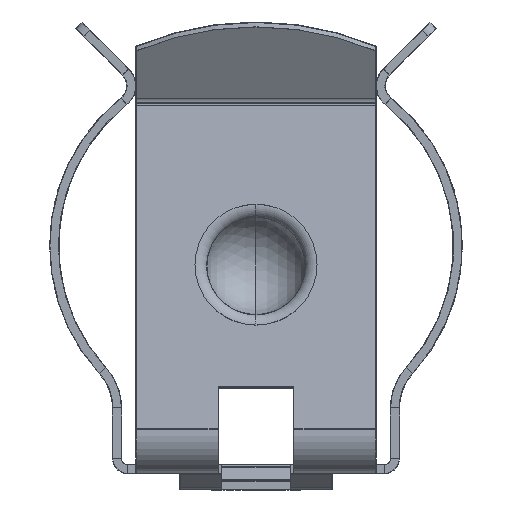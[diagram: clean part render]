
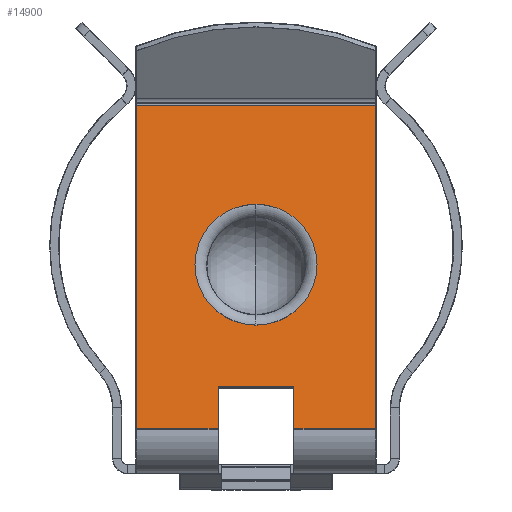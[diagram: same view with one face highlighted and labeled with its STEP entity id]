
A CAD part, front view. The second image highlights one B-rep face of the part: STEP entity #14900.
In plain terms, the highlighted planar face has unit normal (0, -0.99, 0.139).
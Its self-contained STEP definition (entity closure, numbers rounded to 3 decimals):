
#7811 = VERTEX_POINT('',#7812);
#7812 = CARTESIAN_POINT('',(0.,-26.209,
    9.516));
#7819 = EDGE_CURVE('',#7811,#7820,#7822,.T.);
#7820 = VERTEX_POINT('',#7821);
#7821 = CARTESIAN_POINT('',(0.,-26.774,
    5.492));
#7822 = CIRCLE('',#7823,2.032);
#7823 = AXIS2_PLACEMENT_3D('',#7824,#7825,#7826);
#7824 = CARTESIAN_POINT('',(0.,-26.492,
    7.504));
#7825 = DIRECTION('',(0.,-0.99,0.139)
  );
#7826 = DIRECTION('',(0.,-0.139,-0.99)
  );
#12641 = VERTEX_POINT('',#12642);
#12642 = CARTESIAN_POINT('',(1.262,-27.266,1.991));
#12671 = EDGE_CURVE('',#12641,#12672,#12674,.T.);
#12672 = VERTEX_POINT('',#12673);
#12673 = CARTESIAN_POINT('',(1.262,-27.068,3.404));
#12674 = LINE('',#12675,#12676);
#12675 = CARTESIAN_POINT('',(1.262,-27.419,0.902));
#12676 = VECTOR('',#12677,1.);
#12677 = DIRECTION('',(0.,0.139,0.99)
  );
#12696 = EDGE_CURVE('',#12697,#12672,#12699,.T.);
#12697 = VERTEX_POINT('',#12698);
#12698 = CARTESIAN_POINT('',(-1.262,-27.068,3.404));
#12699 = LINE('',#12700,#12701);
#12700 = CARTESIAN_POINT('',(0.,-27.068,
    3.404));
#12701 = VECTOR('',#12702,1.);
#12702 = DIRECTION('',(1.,0.,0.));
#12720 = EDGE_CURVE('',#12721,#12697,#12723,.T.);
#12721 = VERTEX_POINT('',#12722);
#12722 = CARTESIAN_POINT('',(-1.262,-27.266,1.991));
#12723 = LINE('',#12724,#12725);
#12724 = CARTESIAN_POINT('',(-1.262,-27.547,-0.003)
  );
#12725 = VECTOR('',#12726,1.);
#12726 = DIRECTION('',(0.,0.139,0.99)
  );
#13870 = VERTEX_POINT('',#13871);
#13871 = CARTESIAN_POINT('',(-3.988,-27.266,1.991));
#13900 = EDGE_CURVE('',#13870,#13901,#13903,.T.);
#13901 = VERTEX_POINT('',#13902);
#13902 = CARTESIAN_POINT('',(-3.988,-25.745,12.816));
#13903 = LINE('',#13904,#13905);
#13904 = CARTESIAN_POINT('',(-3.988,-27.419,0.902));
#13905 = VECTOR('',#13906,1.);
#13906 = DIRECTION('',(0.,0.139,0.99)
  );
#14054 = VERTEX_POINT('',#14055);
#14055 = CARTESIAN_POINT('',(3.988,-25.745,12.816));
#14085 = EDGE_CURVE('',#14086,#14054,#14088,.T.);
#14086 = VERTEX_POINT('',#14087);
#14087 = CARTESIAN_POINT('',(3.988,-27.266,1.991));
#14088 = LINE('',#14089,#14090);
#14089 = CARTESIAN_POINT('',(3.988,-27.419,0.902));
#14090 = VECTOR('',#14091,1.);
#14091 = DIRECTION('',(0.,0.139,0.99)
  );
#14860 = EDGE_CURVE('',#13870,#12721,#14861,.T.);
#14861 = LINE('',#14862,#14863);
#14862 = CARTESIAN_POINT('',(-4.,-27.266,1.991));
#14863 = VECTOR('',#14864,1.);
#14864 = DIRECTION('',(1.,0.,0.));
#14890 = EDGE_CURVE('',#12641,#14086,#14891,.T.);
#14891 = LINE('',#14892,#14893);
#14892 = CARTESIAN_POINT('',(-4.,-27.266,1.991));
#14893 = VECTOR('',#14894,1.);
#14894 = DIRECTION('',(1.,0.,0.));
#14900 = ADVANCED_FACE('',(#14901,#14911),#14926,.F.);
#14901 = FACE_BOUND('',#14902,.T.);
#14902 = EDGE_LOOP('',(#14903,#14910));
#14903 = ORIENTED_EDGE('',*,*,#14904,.F.);
#14904 = EDGE_CURVE('',#7820,#7811,#14905,.T.);
#14905 = CIRCLE('',#14906,2.032);
#14906 = AXIS2_PLACEMENT_3D('',#14907,#14908,#14909);
#14907 = CARTESIAN_POINT('',(0.,-26.492,
    7.504));
#14908 = DIRECTION('',(0.,-0.99,0.139
    ));
#14909 = DIRECTION('',(0.,-0.139,-0.99
    ));
#14910 = ORIENTED_EDGE('',*,*,#7819,.F.);
#14911 = FACE_BOUND('',#14912,.T.);
#14912 = EDGE_LOOP('',(#14913,#14914,#14915,#14916,#14917,#14918,#14919,
    #14920));
#14913 = ORIENTED_EDGE('',*,*,#13900,.F.);
#14914 = ORIENTED_EDGE('',*,*,#14860,.T.);
#14915 = ORIENTED_EDGE('',*,*,#12720,.T.);
#14916 = ORIENTED_EDGE('',*,*,#12696,.T.);
#14917 = ORIENTED_EDGE('',*,*,#12671,.F.);
#14918 = ORIENTED_EDGE('',*,*,#14890,.T.);
#14919 = ORIENTED_EDGE('',*,*,#14085,.T.);
#14920 = ORIENTED_EDGE('',*,*,#14921,.F.);
#14921 = EDGE_CURVE('',#13901,#14054,#14922,.T.);
#14922 = LINE('',#14923,#14924);
#14923 = CARTESIAN_POINT('',(-4.,-25.745,12.816));
#14924 = VECTOR('',#14925,1.);
#14925 = DIRECTION('',(1.,0.,0.));
#14926 = PLANE('',#14927);
#14927 = AXIS2_PLACEMENT_3D('',#14928,#14929,#14930);
#14928 = CARTESIAN_POINT('',(-4.,-27.419,0.902));
#14929 = DIRECTION('',(0.,0.99,-0.139)
  );
#14930 = DIRECTION('',(0.,-0.139,-0.99
    ));
